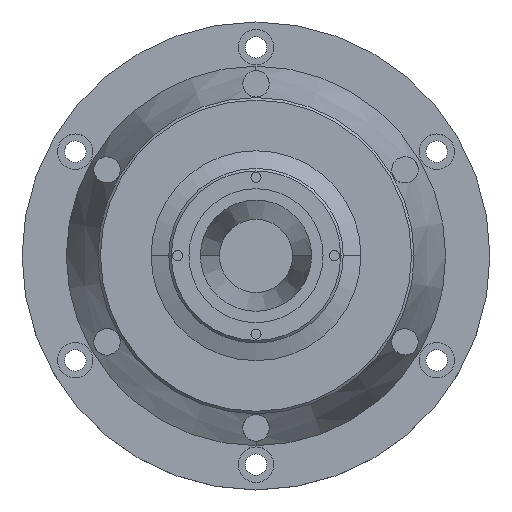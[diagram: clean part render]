
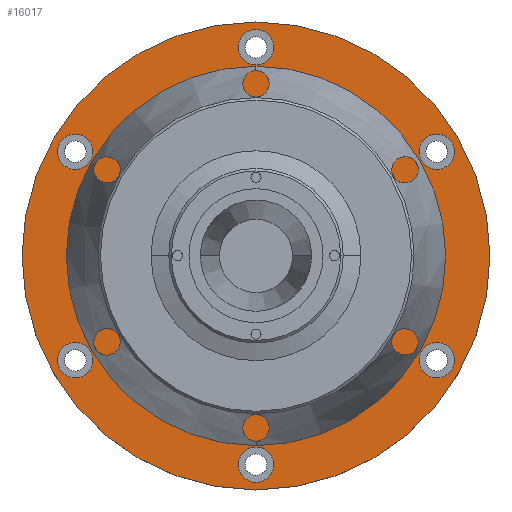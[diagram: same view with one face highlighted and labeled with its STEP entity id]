
A CAD part, top view. The second image highlights one B-rep face of the part: STEP entity #16017.
In plain terms, the highlighted planar face has unit normal (0, 0, 1).
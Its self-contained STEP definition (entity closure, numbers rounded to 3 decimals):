
#72 = FACE_BOUND ( 'NONE', #3138, .T. ) ;
#265 = CIRCLE ( 'NONE', #4249, 92.5 ) ;
#433 = DIRECTION ( 'NONE',  ( 1., 0., 0. ) ) ;
#481 = CIRCLE ( 'NONE', #2851, 7. ) ;
#530 = DIRECTION ( 'NONE',  ( 0., 0., -1. ) ) ;
#695 = ORIENTED_EDGE ( 'NONE', *, *, #1558, .T. ) ;
#805 = CARTESIAN_POINT ( 'NONE',  ( -92.5, 0., 264. ) ) ;
#1006 = CIRCLE ( 'NONE', #2912, 7. ) ;
#1143 = CIRCLE ( 'NONE', #1537, 7. ) ;
#1293 = EDGE_CURVE ( 'NONE', #15585, #14916, #1143, .T. ) ;
#1399 = EDGE_CURVE ( 'NONE', #2029, #4816, #9280, .T. ) ;
#1537 = AXIS2_PLACEMENT_3D ( 'NONE', #14649, #4362, #9361 ) ;
#1556 = DIRECTION ( 'NONE',  ( 0., 0., -1. ) ) ;
#1558 = EDGE_CURVE ( 'NONE', #4816, #2029, #1006, .T. ) ;
#1661 = DIRECTION ( 'NONE',  ( 0., 0., -1. ) ) ;
#1861 = DIRECTION ( 'NONE',  ( 1., 0., 0. ) ) ;
#2029 = VERTEX_POINT ( 'NONE', #7070 ) ;
#2035 = CARTESIAN_POINT ( 'NONE',  ( 71.447, -41.25, 264. ) ) ;
#2150 = DIRECTION ( 'NONE',  ( 1., 0., 0. ) ) ;
#2207 = ORIENTED_EDGE ( 'NONE', *, *, #1293, .T. ) ;
#2254 = AXIS2_PLACEMENT_3D ( 'NONE', #15104, #6019, #2150 ) ;
#2286 = CARTESIAN_POINT ( 'NONE',  ( 0., 82.5, 264. ) ) ;
#2303 = CIRCLE ( 'NONE', #15683, 7. ) ;
#2619 = CARTESIAN_POINT ( 'NONE',  ( 64.447, -41.25, 264. ) ) ;
#2754 = DIRECTION ( 'NONE',  ( 1., 0., 0. ) ) ;
#2851 = AXIS2_PLACEMENT_3D ( 'NONE', #2286, #15185, #6093 ) ;
#2912 = AXIS2_PLACEMENT_3D ( 'NONE', #2035, #14820, #9676 ) ;
#2929 = ORIENTED_EDGE ( 'NONE', *, *, #7236, .T. ) ;
#3067 = CARTESIAN_POINT ( 'NONE',  ( -71.447, -41.25, 264. ) ) ;
#3138 = EDGE_LOOP ( 'NONE', ( #6605, #13327 ) ) ;
#3203 = CARTESIAN_POINT ( 'NONE',  ( 71.447, -41.25, 264. ) ) ;
#3229 = ORIENTED_EDGE ( 'NONE', *, *, #7876, .T. ) ;
#3577 = CARTESIAN_POINT ( 'NONE',  ( 78.447, 41.25, 264. ) ) ;
#3671 = VERTEX_POINT ( 'NONE', #14249 ) ;
#3905 = AXIS2_PLACEMENT_3D ( 'NONE', #10846, #8553, #8385 ) ;
#3965 = VERTEX_POINT ( 'NONE', #805 ) ;
#4033 = DIRECTION ( 'NONE',  ( 0., 0., -1. ) ) ;
#4207 = CARTESIAN_POINT ( 'NONE',  ( -71.447, -41.25, 264. ) ) ;
#4249 = AXIS2_PLACEMENT_3D ( 'NONE', #13606, #9777, #5011 ) ;
#4362 = DIRECTION ( 'NONE',  ( 0., 0., -1. ) ) ;
#4509 = CARTESIAN_POINT ( 'NONE',  ( 92.5, 0., 264. ) ) ;
#4568 = AXIS2_PLACEMENT_3D ( 'NONE', #12775, #9036, #2754 ) ;
#4656 = EDGE_LOOP ( 'NONE', ( #12024, #2207 ) ) ;
#4697 = CARTESIAN_POINT ( 'NONE',  ( -78.447, -41.25, 264. ) ) ;
#4781 = CIRCLE ( 'NONE', #7397, 7. ) ;
#4816 = VERTEX_POINT ( 'NONE', #2619 ) ;
#5004 = ORIENTED_EDGE ( 'NONE', *, *, #1399, .T. ) ;
#5011 = DIRECTION ( 'NONE',  ( 1., 0., 0. ) ) ;
#5262 = PLANE ( 'NONE',  #4568 ) ;
#5360 = CARTESIAN_POINT ( 'NONE',  ( -64.447, 41.25, 264. ) ) ;
#5569 = CIRCLE ( 'NONE', #3905, 92.5 ) ;
#5588 = ORIENTED_EDGE ( 'NONE', *, *, #6825, .F. ) ;
#5666 = CARTESIAN_POINT ( 'NONE',  ( -71.447, 41.25, 264. ) ) ;
#5959 = CARTESIAN_POINT ( 'NONE',  ( -64.447, -41.25, 264. ) ) ;
#6019 = DIRECTION ( 'NONE',  ( 0., 0., -1. ) ) ;
#6093 = DIRECTION ( 'NONE',  ( 1., 0., 0. ) ) ;
#6254 = VERTEX_POINT ( 'NONE', #12745 ) ;
#6386 = EDGE_LOOP ( 'NONE', ( #10700, #5588 ) ) ;
#6566 = CIRCLE ( 'NONE', #15562, 7. ) ;
#6600 = CARTESIAN_POINT ( 'NONE',  ( -78.447, 41.25, 264. ) ) ;
#6605 = ORIENTED_EDGE ( 'NONE', *, *, #9434, .T. ) ;
#6709 = CARTESIAN_POINT ( 'NONE',  ( 0., 82.5, 264. ) ) ;
#6805 = DIRECTION ( 'NONE',  ( 1., 0., 0. ) ) ;
#6825 = EDGE_CURVE ( 'NONE', #3965, #16275, #265, .T. ) ;
#6875 = FACE_BOUND ( 'NONE', #12104, .T. ) ;
#7070 = CARTESIAN_POINT ( 'NONE',  ( 78.447, -41.25, 264. ) ) ;
#7236 = EDGE_CURVE ( 'NONE', #15971, #6254, #11747, .T. ) ;
#7305 = VERTEX_POINT ( 'NONE', #4697 ) ;
#7397 = AXIS2_PLACEMENT_3D ( 'NONE', #5666, #530, #433 ) ;
#7620 = CARTESIAN_POINT ( 'NONE',  ( 7., -82.5, 264. ) ) ;
#7712 = VERTEX_POINT ( 'NONE', #7986 ) ;
#7726 = AXIS2_PLACEMENT_3D ( 'NONE', #3203, #9461, #1861 ) ;
#7827 = DIRECTION ( 'NONE',  ( 1., 0., 0. ) ) ;
#7876 = EDGE_CURVE ( 'NONE', #3671, #15352, #9510, .T. ) ;
#7888 = CIRCLE ( 'NONE', #8407, 7. ) ;
#7986 = CARTESIAN_POINT ( 'NONE',  ( -7., 82.5, 264. ) ) ;
#8233 = FACE_BOUND ( 'NONE', #14472, .T. ) ;
#8385 = DIRECTION ( 'NONE',  ( 1., 0., 0. ) ) ;
#8407 = AXIS2_PLACEMENT_3D ( 'NONE', #6709, #1661, #13061 ) ;
#8553 = DIRECTION ( 'NONE',  ( 0., 0., -1. ) ) ;
#9007 = ORIENTED_EDGE ( 'NONE', *, *, #13082, .T. ) ;
#9022 = ORIENTED_EDGE ( 'NONE', *, *, #15579, .T. ) ;
#9036 = DIRECTION ( 'NONE',  ( 0., 0., 1. ) ) ;
#9280 = CIRCLE ( 'NONE', #7726, 7. ) ;
#9361 = DIRECTION ( 'NONE',  ( 1., 0., 0. ) ) ;
#9434 = EDGE_CURVE ( 'NONE', #11776, #7305, #2303, .T. ) ;
#9461 = DIRECTION ( 'NONE',  ( 0., 0., -1. ) ) ;
#9510 = CIRCLE ( 'NONE', #10641, 7. ) ;
#9609 = DIRECTION ( 'NONE',  ( 0., 0., -1. ) ) ;
#9658 = CARTESIAN_POINT ( 'NONE',  ( 71.447, 41.25, 264. ) ) ;
#9676 = DIRECTION ( 'NONE',  ( 1., 0., 0. ) ) ;
#9734 = CARTESIAN_POINT ( 'NONE',  ( 7., 82.5, 264. ) ) ;
#9777 = DIRECTION ( 'NONE',  ( 0., 0., -1. ) ) ;
#9805 = FACE_BOUND ( 'NONE', #12651, .T. ) ;
#10010 = FACE_OUTER_BOUND ( 'NONE', #6386, .T. ) ;
#10116 = CIRCLE ( 'NONE', #13151, 7. ) ;
#10220 = FACE_BOUND ( 'NONE', #10633, .T. ) ;
#10633 = EDGE_LOOP ( 'NONE', ( #2929, #9007 ) ) ;
#10641 = AXIS2_PLACEMENT_3D ( 'NONE', #9658, #16074, #14803 ) ;
#10700 = ORIENTED_EDGE ( 'NONE', *, *, #14135, .F. ) ;
#10846 = CARTESIAN_POINT ( 'NONE',  ( 0., 0., 264. ) ) ;
#10882 = DIRECTION ( 'NONE',  ( 1., 0., 0. ) ) ;
#11044 = EDGE_CURVE ( 'NONE', #15352, #3671, #13002, .T. ) ;
#11124 = DIRECTION ( 'NONE',  ( 0., 0., -1. ) ) ;
#11578 = EDGE_CURVE ( 'NONE', #14916, #15585, #4781, .T. ) ;
#11588 = FACE_BOUND ( 'NONE', #4656, .T. ) ;
#11747 = CIRCLE ( 'NONE', #2254, 7. ) ;
#11776 = VERTEX_POINT ( 'NONE', #5959 ) ;
#12024 = ORIENTED_EDGE ( 'NONE', *, *, #11578, .T. ) ;
#12031 = ORIENTED_EDGE ( 'NONE', *, *, #11044, .T. ) ;
#12104 = EDGE_LOOP ( 'NONE', ( #9022, #13206 ) ) ;
#12269 = VERTEX_POINT ( 'NONE', #9734 ) ;
#12360 = CARTESIAN_POINT ( 'NONE',  ( 71.447, 41.25, 264. ) ) ;
#12407 = DIRECTION ( 'NONE',  ( 1., 0., 0. ) ) ;
#12475 = EDGE_CURVE ( 'NONE', #7305, #11776, #10116, .T. ) ;
#12651 = EDGE_LOOP ( 'NONE', ( #12031, #3229 ) ) ;
#12745 = CARTESIAN_POINT ( 'NONE',  ( -7., -82.5, 264. ) ) ;
#12775 = CARTESIAN_POINT ( 'NONE',  ( 0., 0., 264. ) ) ;
#13002 = CIRCLE ( 'NONE', #14990, 7. ) ;
#13061 = DIRECTION ( 'NONE',  ( 1., 0., 0. ) ) ;
#13082 = EDGE_CURVE ( 'NONE', #6254, #15971, #6566, .T. ) ;
#13151 = AXIS2_PLACEMENT_3D ( 'NONE', #4207, #1556, #6805 ) ;
#13206 = ORIENTED_EDGE ( 'NONE', *, *, #15305, .T. ) ;
#13327 = ORIENTED_EDGE ( 'NONE', *, *, #12475, .T. ) ;
#13606 = CARTESIAN_POINT ( 'NONE',  ( 0., 0., 264. ) ) ;
#14135 = EDGE_CURVE ( 'NONE', #16275, #3965, #5569, .T. ) ;
#14249 = CARTESIAN_POINT ( 'NONE',  ( 64.447, 41.25, 264. ) ) ;
#14472 = EDGE_LOOP ( 'NONE', ( #5004, #695 ) ) ;
#14649 = CARTESIAN_POINT ( 'NONE',  ( -71.447, 41.25, 264. ) ) ;
#14803 = DIRECTION ( 'NONE',  ( 1., 0., 0. ) ) ;
#14820 = DIRECTION ( 'NONE',  ( 0., 0., -1. ) ) ;
#14916 = VERTEX_POINT ( 'NONE', #5360 ) ;
#14990 = AXIS2_PLACEMENT_3D ( 'NONE', #12360, #11124, #12407 ) ;
#15104 = CARTESIAN_POINT ( 'NONE',  ( 0., -82.5, 264. ) ) ;
#15185 = DIRECTION ( 'NONE',  ( 0., 0., -1. ) ) ;
#15305 = EDGE_CURVE ( 'NONE', #7712, #12269, #481, .T. ) ;
#15352 = VERTEX_POINT ( 'NONE', #3577 ) ;
#15495 = CARTESIAN_POINT ( 'NONE',  ( 0., -82.5, 264. ) ) ;
#15562 = AXIS2_PLACEMENT_3D ( 'NONE', #15495, #4033, #7827 ) ;
#15579 = EDGE_CURVE ( 'NONE', #12269, #7712, #7888, .T. ) ;
#15585 = VERTEX_POINT ( 'NONE', #6600 ) ;
#15683 = AXIS2_PLACEMENT_3D ( 'NONE', #3067, #9609, #10882 ) ;
#15971 = VERTEX_POINT ( 'NONE', #7620 ) ;
#16017 = ADVANCED_FACE ( 'NONE', ( #10010, #6875, #9805, #8233, #10220, #72, #11588 ), #5262, .T. ) ;
#16074 = DIRECTION ( 'NONE',  ( 0., 0., -1. ) ) ;
#16275 = VERTEX_POINT ( 'NONE', #4509 ) ;
